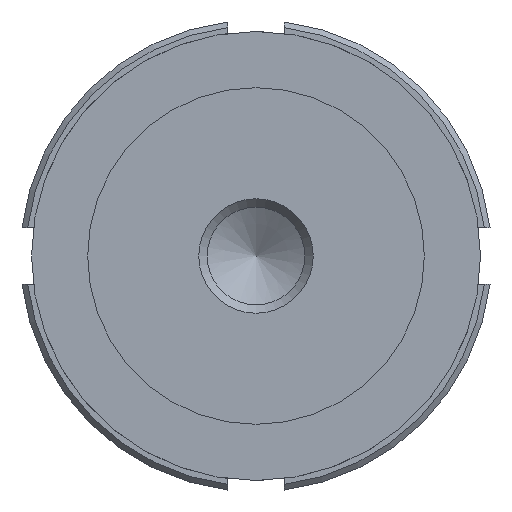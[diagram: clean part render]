
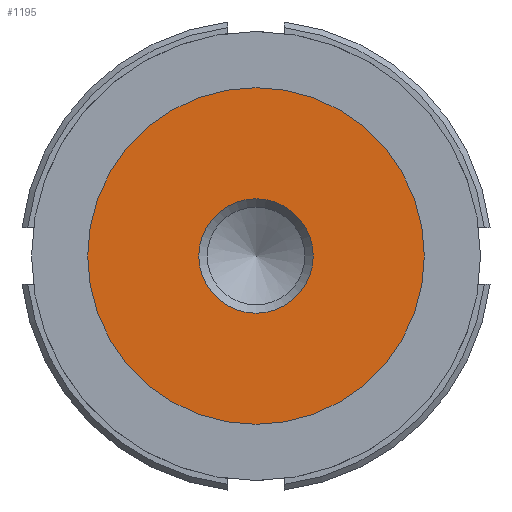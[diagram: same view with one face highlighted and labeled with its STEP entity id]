
A CAD part, front view. The second image highlights one B-rep face of the part: STEP entity #1195.
In plain terms, the highlighted planar face has unit normal (0, -1, 0).
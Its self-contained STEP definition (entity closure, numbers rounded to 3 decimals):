
#271=ORIENTED_EDGE('',*,*,#578,.T.);
#272=ORIENTED_EDGE('',*,*,#579,.F.);
#578=EDGE_CURVE('',#736,#736,#844,.T.);
#579=EDGE_CURVE('',#737,#737,#845,.T.);
#736=VERTEX_POINT('',#1940);
#737=VERTEX_POINT('',#1942);
#844=CIRCLE('',#1345,5.1);
#845=CIRCLE('',#1346,15.);
#931=EDGE_LOOP('',(#271));
#932=EDGE_LOOP('',(#272));
#1047=FACE_BOUND('',#931,.T.);
#1048=FACE_BOUND('',#932,.T.);
#1153=PLANE('',#1344);
#1195=ADVANCED_FACE('',(#1047,#1048),#1153,.T.);
#1344=AXIS2_PLACEMENT_3D('',#1938,#1553,#1554);
#1345=AXIS2_PLACEMENT_3D('',#1939,#1555,#1556);
#1346=AXIS2_PLACEMENT_3D('',#1941,#1557,#1558);
#1553=DIRECTION('',(0.,-1.,0.));
#1554=DIRECTION('',(0.,0.,-1.));
#1555=DIRECTION('',(0.,1.,0.));
#1556=DIRECTION('',(1.,0.,0.));
#1557=DIRECTION('',(0.,1.,0.));
#1558=DIRECTION('',(-1.,0.,0.));
#1938=CARTESIAN_POINT('',(-7.5,0.,0.));
#1939=CARTESIAN_POINT('',(0.,0.,0.));
#1940=CARTESIAN_POINT('',(5.1,0.,0.));
#1941=CARTESIAN_POINT('',(0.,0.,0.));
#1942=CARTESIAN_POINT('',(-15.,0.,0.));
